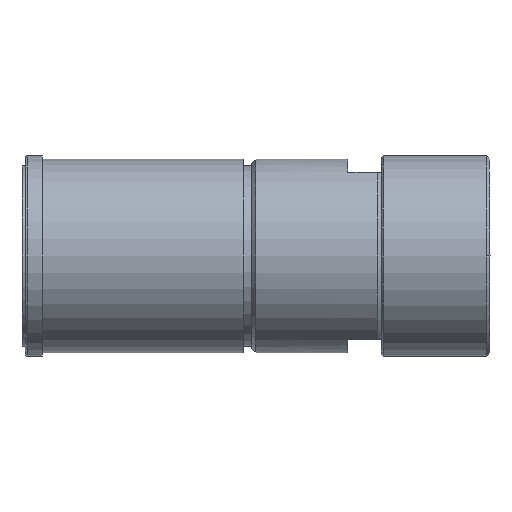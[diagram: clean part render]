
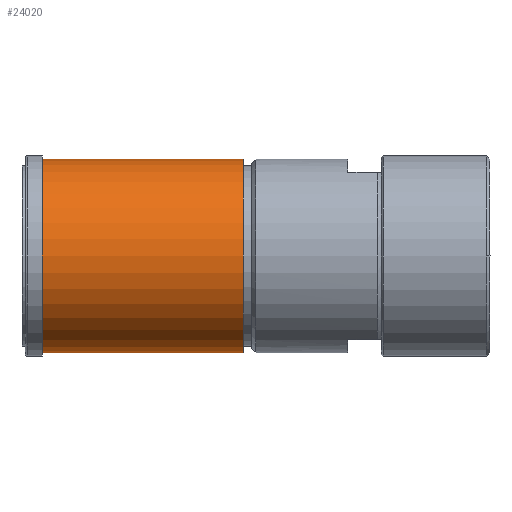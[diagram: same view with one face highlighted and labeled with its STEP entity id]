
A CAD part, left-side view. The second image highlights one B-rep face of the part: STEP entity #24020.
In plain terms, the highlighted cylindrical face has radius 5.8 mm (diameter 11.6 mm), a partial arc.
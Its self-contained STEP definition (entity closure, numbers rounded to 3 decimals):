
#1620=CARTESIAN_POINT('',(0.,14.275,0.));
#1630=DIRECTION('',(0.,1.,0.));
#1640=DIRECTION('',(0.,0.,1.));
#1650=AXIS2_PLACEMENT_3D('',#1620,#1630,#1640);
#1660=CYLINDRICAL_SURFACE('',#1650,5.8);
#1670=CARTESIAN_POINT('',(0.,14.275,5.8));
#1680=DIRECTION('',(0.,1.,0.));
#1690=VECTOR('',#1680,1.);
#1700=LINE('',#1670,#1690);
#1710=CARTESIAN_POINT('',(0.,8.25,5.8));
#1720=VERTEX_POINT('',#1710);
#1730=CARTESIAN_POINT('',(0.,20.3,5.8));
#1740=VERTEX_POINT('',#1730);
#1750=EDGE_CURVE('',#1720,#1740,#1700,.T.);
#1770=CARTESIAN_POINT('',(0.,20.3,0.));
#1780=DIRECTION('',(0.,1.,0.));
#1790=DIRECTION('',(0.,0.,1.));
#1800=AXIS2_PLACEMENT_3D('',#1770,#1780,#1790);
#1810=CIRCLE('',#1800,5.8);
#1820=CARTESIAN_POINT('',(0.,20.3,-5.8));
#1830=VERTEX_POINT('',#1820);
#1860=CARTESIAN_POINT('',(0.,14.275,-5.8)
);
#1870=DIRECTION('',(0.,1.,0.));
#1880=VECTOR('',#1870,1.);
#1890=LINE('',#1860,#1880);
#1900=CARTESIAN_POINT('',(0.,8.25,-5.8));
#1910=VERTEX_POINT('',#1900);
#1920=EDGE_CURVE('',#1910,#1830,#1890,.T.);
#1940=CARTESIAN_POINT('',(0.,8.25,0.));
#1950=DIRECTION('',(0.,1.,0.));
#1960=DIRECTION('',(0.,0.,1.));
#1970=AXIS2_PLACEMENT_3D('',#1940,#1950,#1960);
#1980=CIRCLE('',#1970,5.8);
#14440=EDGE_CURVE('',#1910,#1720,#1980,.T.);
#15720=EDGE_CURVE('',#1830,#1740,#1810,.T.);
#23960=ORIENTED_EDGE('',*,*,#1750,.T.);
#23970=ORIENTED_EDGE('',*,*,#14440,.T.);
#23980=ORIENTED_EDGE('',*,*,#1920,.F.);
#23990=ORIENTED_EDGE('',*,*,#15720,.F.);
#24000=EDGE_LOOP('',(#23990,#23980,#23970,#23960));
#24010=FACE_OUTER_BOUND('',#24000,.T.);
#24020=ADVANCED_FACE('',(#24010),#1660,.T.);
